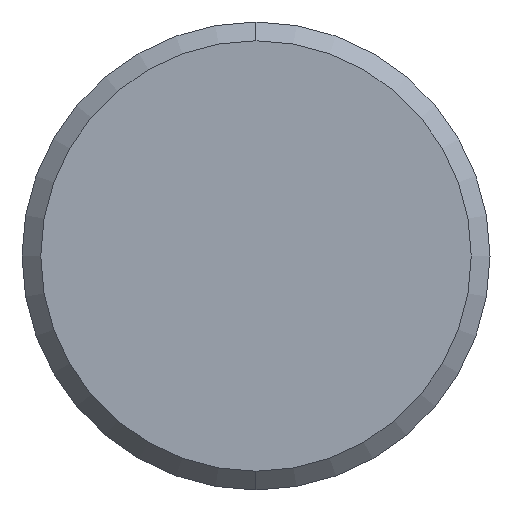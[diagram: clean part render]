
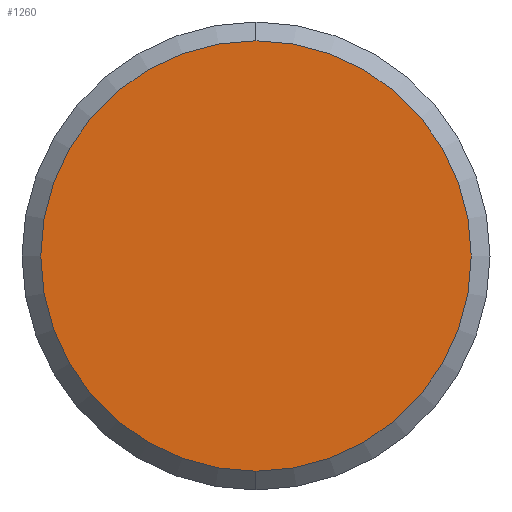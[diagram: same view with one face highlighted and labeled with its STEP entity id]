
A CAD part, left-side view. The second image highlights one B-rep face of the part: STEP entity #1260.
In plain terms, the highlighted planar face has unit normal (-1, 0, 0).
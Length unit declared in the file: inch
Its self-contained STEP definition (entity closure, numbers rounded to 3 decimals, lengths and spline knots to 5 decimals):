
#64 = EDGE_CURVE ( 'NONE', #1169, #1192, #1754, .T. ) ;
#85 = PLANE ( 'NONE',  #565 ) ;
#211 = DIRECTION ( 'NONE',  ( 0., 0., -1. ) ) ;
#232 = EDGE_CURVE ( 'NONE', #1192, #1169, #730, .T. ) ;
#253 = CARTESIAN_POINT ( 'NONE',  ( 0., 0., 0. ) ) ;
#444 = CARTESIAN_POINT ( 'NONE',  ( 0., 0., -0.11485 ) ) ;
#565 = AXIS2_PLACEMENT_3D ( 'NONE', #253, #1483, #1160 ) ;
#599 = CARTESIAN_POINT ( 'NONE',  ( 0., 0., 0. ) ) ;
#656 = AXIS2_PLACEMENT_3D ( 'NONE', #901, #1889, #211 ) ;
#703 = ORIENTED_EDGE ( 'NONE', *, *, #64, .T. ) ;
#730 = CIRCLE ( 'NONE', #1029, 0.11485 ) ;
#901 = CARTESIAN_POINT ( 'NONE',  ( 0., 0., 0. ) ) ;
#944 = DIRECTION ( 'NONE',  ( -1., 0., 0. ) ) ;
#1029 = AXIS2_PLACEMENT_3D ( 'NONE', #599, #944, #1441 ) ;
#1160 = DIRECTION ( 'NONE',  ( 0., 0., -1. ) ) ;
#1169 = VERTEX_POINT ( 'NONE', #2033 ) ;
#1192 = VERTEX_POINT ( 'NONE', #444 ) ;
#1212 = ORIENTED_EDGE ( 'NONE', *, *, #232, .T. ) ;
#1260 = ADVANCED_FACE ( 'NONE', ( #1516 ), #85, .F. ) ;
#1441 = DIRECTION ( 'NONE',  ( 0., 0., -1. ) ) ;
#1483 = DIRECTION ( 'NONE',  ( 1., 0., 0. ) ) ;
#1516 = FACE_OUTER_BOUND ( 'NONE', #1847, .T. ) ;
#1754 = CIRCLE ( 'NONE', #656, 0.11485 ) ;
#1847 = EDGE_LOOP ( 'NONE', ( #1212, #703 ) ) ;
#1889 = DIRECTION ( 'NONE',  ( -1., 0., 0. ) ) ;
#2033 = CARTESIAN_POINT ( 'NONE',  ( 0., 0., 0.11485 ) ) ;
